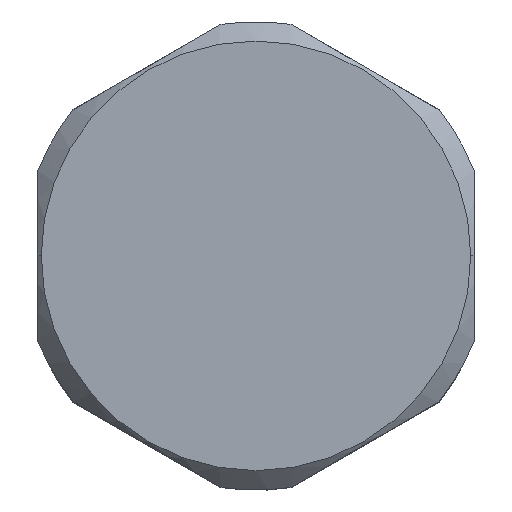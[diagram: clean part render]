
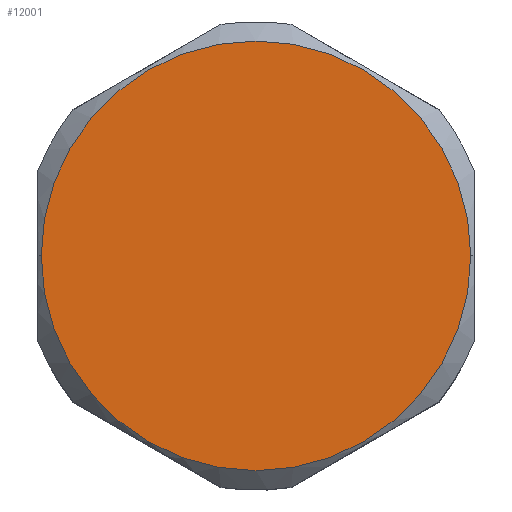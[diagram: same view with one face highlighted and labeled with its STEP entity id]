
A CAD part, top view. The second image highlights one B-rep face of the part: STEP entity #12001.
In plain terms, the highlighted planar face has unit normal (0, 0, 1).
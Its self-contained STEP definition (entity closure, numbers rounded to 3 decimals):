
#72=CARTESIAN_POINT('',(0.,0.,0.));
#73=DIRECTION('',(0.,0.,-1.));
#74=DIRECTION('',(1.,0.,0.));
#75=AXIS2_PLACEMENT_3D('',#72,#73,#74);
#215=CARTESIAN_POINT('',(0.,0.,0.));
#216=DIRECTION('',(0.,0.,1.));
#217=DIRECTION('',(1.,0.,0.));
#218=AXIS2_PLACEMENT_3D('',#215,#216,#217);
#10695=CARTESIAN_POINT('',(13.3,0.,0.));
#10696=CARTESIAN_POINT('',(-13.3,0.,0.));
#10697=VERTEX_POINT('',#10695);
#10698=VERTEX_POINT('',#10696);
#11990=CARTESIAN_POINT('',(0.,0.,0.));
#11991=DIRECTION('',(0.,0.,1.));
#11992=DIRECTION('',(-1.,0.,0.));
#11993=AXIS2_PLACEMENT_3D('',#11990,#11991,#11992);
#11994=PLANE('',#11993);
#11996=ORIENTED_EDGE('',*,*,#11995,.T.);
#11998=ORIENTED_EDGE('',*,*,#11997,.F.);
#11999=EDGE_LOOP('',(#11996,#11998));
#12000=FACE_OUTER_BOUND('',#11999,.F.);
#76=CIRCLE('',#75,13.3);
#219=CIRCLE('',#218,13.3);
#11995=EDGE_CURVE('',#10697,#10698,#76,.T.);
#11997=EDGE_CURVE('',#10697,#10698,#219,.T.);
#12001=ADVANCED_FACE('',(#12000),#11994,.T.);
